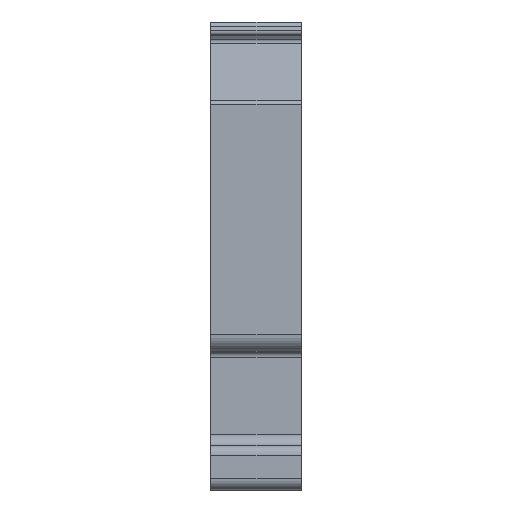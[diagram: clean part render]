
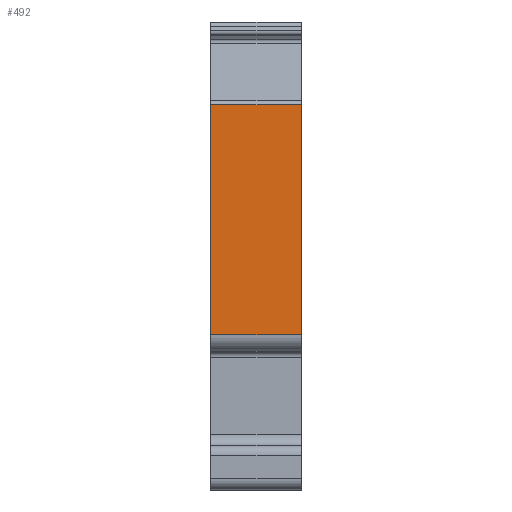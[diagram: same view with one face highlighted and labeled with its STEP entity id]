
A CAD part, left-side view. The second image highlights one B-rep face of the part: STEP entity #492.
In plain terms, the highlighted planar face has unit normal (-1, 0, 0).
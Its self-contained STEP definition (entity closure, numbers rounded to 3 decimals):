
#492 = ADVANCED_FACE( '', ( #1038 ), #1039, .F. );
#1038 = FACE_OUTER_BOUND( '', #1633, .T. );
#1039 = PLANE( '', #1634 );
#1633 = EDGE_LOOP( '', ( #2961, #2962, #2963, #2964 ) );
#1634 = AXIS2_PLACEMENT_3D( '', #2965, #2966, #2967 );
#2961 = ORIENTED_EDGE( '', *, *, #4206, .F. );
#2962 = ORIENTED_EDGE( '', *, *, #3853, .T. );
#2963 = ORIENTED_EDGE( '', *, *, #4207, .T. );
#2964 = ORIENTED_EDGE( '', *, *, #4140, .T. );
#2965 = CARTESIAN_POINT( '', ( -34.75, -8.15, -23.412 ) );
#2966 = DIRECTION( '', ( 1., 0., 0. ) );
#2967 = DIRECTION( '', ( 0., 1., 0. ) );
#3853 = EDGE_CURVE( '', #4735, #4733, #4736, .T. );
#4140 = EDGE_CURVE( '', #5157, #5155, #5158, .T. );
#4206 = EDGE_CURVE( '', #4735, #5155, #5246, .F. );
#4207 = EDGE_CURVE( '', #4733, #5157, #5247, .T. );
#4733 = VERTEX_POINT( '', #5938 );
#4735 = VERTEX_POINT( '', #5940 );
#4736 = LINE( '', #5941, #5942 );
#5155 = VERTEX_POINT( '', #6541 );
#5157 = VERTEX_POINT( '', #6543 );
#5158 = LINE( '', #6544, #6545 );
#5246 = LINE( '', #6665, #6666 );
#5247 = LINE( '', #6667, #6668 );
#5938 = CARTESIAN_POINT( '', ( -34.75, 0., -2.723 ) );
#5940 = CARTESIAN_POINT( '', ( -34.75, -8.15, -2.723 ) );
#5941 = CARTESIAN_POINT( '', ( -34.75, -8.15, -2.723 ) );
#5942 = VECTOR( '', #7124, 1000. );
#6541 = CARTESIAN_POINT( '', ( -34.75, -8.15, -23.412 ) );
#6543 = CARTESIAN_POINT( '', ( -34.75, 0., -23.412 ) );
#6544 = CARTESIAN_POINT( '', ( -34.75, 0., -23.412 ) );
#6545 = VECTOR( '', #7407, 1000. );
#6665 = CARTESIAN_POINT( '', ( -34.75, -8.15, 4.238 ) );
#6666 = VECTOR( '', #7482, 1000. );
#6667 = CARTESIAN_POINT( '', ( -34.75, 0., -23.412 ) );
#6668 = VECTOR( '', #7483, 1000. );
#7124 = DIRECTION( '', ( 0., 1., 0. ) );
#7407 = DIRECTION( '', ( 0., -1., 0. ) );
#7482 = DIRECTION( '', ( 0., 0., 1. ) );
#7483 = DIRECTION( '', ( 0., 0., -1. ) );
